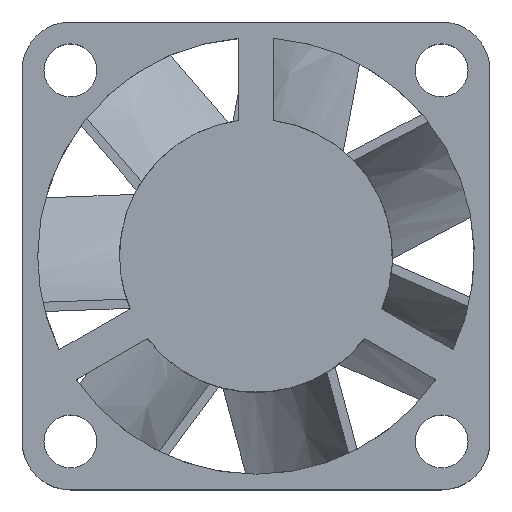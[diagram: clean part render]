
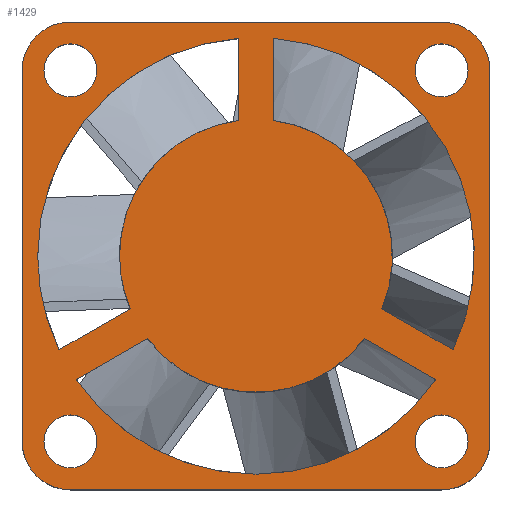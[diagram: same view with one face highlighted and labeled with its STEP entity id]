
A CAD part, top view. The second image highlights one B-rep face of the part: STEP entity #1429.
In plain terms, the highlighted planar face has unit normal (0, 0, 1).
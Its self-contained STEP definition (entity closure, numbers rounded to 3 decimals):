
#15=FACE_BOUND('',#210,.T.);
#16=FACE_BOUND('',#211,.T.);
#17=FACE_BOUND('',#212,.T.);
#18=FACE_BOUND('',#213,.T.);
#19=FACE_BOUND('',#214,.T.);
#20=FACE_BOUND('',#215,.T.);
#21=FACE_BOUND('',#216,.T.);
#69=PLANE('',#1587);
#139=FACE_OUTER_BOUND('',#209,.T.);
#209=EDGE_LOOP('',(#1282,#1283,#1284,#1285,#1286,#1287,#1288,#1289));
#210=EDGE_LOOP('',(#1290,#1291,#1292,#1293,#1294,#1295));
#211=EDGE_LOOP('',(#1296));
#212=EDGE_LOOP('',(#1297,#1298,#1299,#1300));
#213=EDGE_LOOP('',(#1301,#1302,#1303,#1304));
#214=EDGE_LOOP('',(#1305));
#215=EDGE_LOOP('',(#1306));
#216=EDGE_LOOP('',(#1307));
#283=CIRCLE('',#1446,8.75);
#285=CIRCLE('',#1448,8.75);
#287=CIRCLE('',#1450,8.75);
#302=CIRCLE('',#1465,8.75);
#311=CIRCLE('',#1480,14.);
#313=CIRCLE('',#1482,14.);
#315=CIRCLE('',#1484,14.);
#317=CIRCLE('',#1486,14.);
#356=CIRCLE('',#1558,1.7);
#358=CIRCLE('',#1561,1.7);
#360=CIRCLE('',#1564,1.7);
#362=CIRCLE('',#1570,1.7);
#364=CIRCLE('',#1574,3.1);
#366=CIRCLE('',#1578,3.1);
#368=CIRCLE('',#1582,3.1);
#370=CIRCLE('',#1586,3.1);
#421=LINE('',#2942,#497);
#422=LINE('',#2944,#498);
#423=LINE('',#2946,#499);
#424=LINE('',#2948,#500);
#428=LINE('',#2969,#504);
#429=LINE('',#2971,#505);
#433=LINE('',#2985,#509);
#437=LINE('',#2997,#513);
#441=LINE('',#3009,#517);
#445=LINE('',#3021,#521);
#497=VECTOR('',#1857,10.);
#498=VECTOR('',#1860,10.);
#499=VECTOR('',#1863,10.);
#500=VECTOR('',#1866,10.);
#504=VECTOR('',#1892,10.);
#505=VECTOR('',#1895,10.);
#509=VECTOR('',#1907,10.);
#513=VECTOR('',#1919,10.);
#517=VECTOR('',#1931,10.);
#521=VECTOR('',#1943,10.);
#524=VERTEX_POINT('',#1958);
#525=VERTEX_POINT('',#1960);
#528=VERTEX_POINT('',#1966);
#529=VERTEX_POINT('',#1968);
#532=VERTEX_POINT('',#1974);
#533=VERTEX_POINT('',#1976);
#564=VERTEX_POINT('',#2186);
#580=VERTEX_POINT('',#2317);
#581=VERTEX_POINT('',#2319);
#584=VERTEX_POINT('',#2325);
#585=VERTEX_POINT('',#2327);
#588=VERTEX_POINT('',#2333);
#589=VERTEX_POINT('',#2335);
#592=VERTEX_POINT('',#2341);
#640=VERTEX_POINT('',#2952);
#642=VERTEX_POINT('',#2958);
#644=VERTEX_POINT('',#2964);
#646=VERTEX_POINT('',#2975);
#649=VERTEX_POINT('',#2982);
#650=VERTEX_POINT('',#2984);
#652=VERTEX_POINT('',#2990);
#654=VERTEX_POINT('',#2996);
#656=VERTEX_POINT('',#3002);
#658=VERTEX_POINT('',#3008);
#660=VERTEX_POINT('',#3014);
#662=VERTEX_POINT('',#3020);
#664=EDGE_CURVE('',#525,#524,#283,.T.);
#668=EDGE_CURVE('',#529,#528,#285,.T.);
#672=EDGE_CURVE('',#533,#532,#287,.T.);
#704=EDGE_CURVE('',#564,#533,#302,.T.);
#729=EDGE_CURVE('',#581,#580,#311,.T.);
#733=EDGE_CURVE('',#585,#584,#313,.T.);
#737=EDGE_CURVE('',#589,#588,#315,.T.);
#741=EDGE_CURVE('',#580,#592,#317,.T.);
#845=EDGE_CURVE('',#524,#589,#421,.T.);
#846=EDGE_CURVE('',#528,#585,#422,.T.);
#847=EDGE_CURVE('',#592,#564,#423,.T.);
#848=EDGE_CURVE('',#532,#581,#424,.T.);
#851=EDGE_CURVE('',#640,#640,#356,.T.);
#854=EDGE_CURVE('',#642,#642,#358,.T.);
#857=EDGE_CURVE('',#644,#644,#360,.T.);
#858=EDGE_CURVE('',#588,#525,#428,.T.);
#859=EDGE_CURVE('',#584,#529,#429,.T.);
#862=EDGE_CURVE('',#646,#646,#362,.T.);
#865=EDGE_CURVE('',#650,#649,#433,.T.);
#868=EDGE_CURVE('',#652,#650,#364,.T.);
#871=EDGE_CURVE('',#654,#652,#437,.T.);
#874=EDGE_CURVE('',#656,#654,#366,.T.);
#877=EDGE_CURVE('',#658,#656,#441,.T.);
#880=EDGE_CURVE('',#660,#658,#368,.T.);
#883=EDGE_CURVE('',#662,#660,#445,.T.);
#886=EDGE_CURVE('',#649,#662,#370,.T.);
#1282=ORIENTED_EDGE('',*,*,#886,.T.);
#1283=ORIENTED_EDGE('',*,*,#883,.T.);
#1284=ORIENTED_EDGE('',*,*,#880,.T.);
#1285=ORIENTED_EDGE('',*,*,#877,.T.);
#1286=ORIENTED_EDGE('',*,*,#874,.T.);
#1287=ORIENTED_EDGE('',*,*,#871,.T.);
#1288=ORIENTED_EDGE('',*,*,#868,.T.);
#1289=ORIENTED_EDGE('',*,*,#865,.T.);
#1290=ORIENTED_EDGE('',*,*,#704,.T.);
#1291=ORIENTED_EDGE('',*,*,#672,.T.);
#1292=ORIENTED_EDGE('',*,*,#848,.T.);
#1293=ORIENTED_EDGE('',*,*,#729,.T.);
#1294=ORIENTED_EDGE('',*,*,#741,.T.);
#1295=ORIENTED_EDGE('',*,*,#847,.T.);
#1296=ORIENTED_EDGE('',*,*,#862,.T.);
#1297=ORIENTED_EDGE('',*,*,#859,.T.);
#1298=ORIENTED_EDGE('',*,*,#668,.T.);
#1299=ORIENTED_EDGE('',*,*,#846,.T.);
#1300=ORIENTED_EDGE('',*,*,#733,.T.);
#1301=ORIENTED_EDGE('',*,*,#858,.T.);
#1302=ORIENTED_EDGE('',*,*,#664,.T.);
#1303=ORIENTED_EDGE('',*,*,#845,.T.);
#1304=ORIENTED_EDGE('',*,*,#737,.T.);
#1305=ORIENTED_EDGE('',*,*,#857,.T.);
#1306=ORIENTED_EDGE('',*,*,#854,.T.);
#1307=ORIENTED_EDGE('',*,*,#851,.T.);
#1429=ADVANCED_FACE('',(#139,#15,#16,#17,#18,#19,#20,#21),#69,.T.);
#1446=AXIS2_PLACEMENT_3D('',#1961,#1594,#1595);
#1448=AXIS2_PLACEMENT_3D('',#1969,#1600,#1601);
#1450=AXIS2_PLACEMENT_3D('',#1977,#1606,#1607);
#1465=AXIS2_PLACEMENT_3D('',#2187,#1638,#1639);
#1480=AXIS2_PLACEMENT_3D('',#2320,#1675,#1676);
#1482=AXIS2_PLACEMENT_3D('',#2328,#1681,#1682);
#1484=AXIS2_PLACEMENT_3D('',#2336,#1687,#1688);
#1486=AXIS2_PLACEMENT_3D('',#2343,#1693,#1694);
#1558=AXIS2_PLACEMENT_3D('',#2954,#1872,#1873);
#1561=AXIS2_PLACEMENT_3D('',#2960,#1879,#1880);
#1564=AXIS2_PLACEMENT_3D('',#2966,#1886,#1887);
#1570=AXIS2_PLACEMENT_3D('',#2977,#1901,#1902);
#1574=AXIS2_PLACEMENT_3D('',#2991,#1913,#1914);
#1578=AXIS2_PLACEMENT_3D('',#3003,#1925,#1926);
#1582=AXIS2_PLACEMENT_3D('',#3015,#1937,#1938);
#1586=AXIS2_PLACEMENT_3D('',#3025,#1949,#1950);
#1587=AXIS2_PLACEMENT_3D('',#3026,#1951,#1952);
#1594=DIRECTION('center_axis',(0.,0.,1.));
#1595=DIRECTION('ref_axis',(1.,0.,0.));
#1600=DIRECTION('center_axis',(0.,0.,1.));
#1601=DIRECTION('ref_axis',(1.,0.,0.));
#1606=DIRECTION('center_axis',(0.,0.,1.));
#1607=DIRECTION('ref_axis',(1.,0.,0.));
#1638=DIRECTION('center_axis',(0.,0.,1.));
#1639=DIRECTION('ref_axis',(1.,0.,0.));
#1675=DIRECTION('center_axis',(0.,0.,-1.));
#1676=DIRECTION('ref_axis',(1.,0.,0.));
#1681=DIRECTION('center_axis',(0.,0.,-1.));
#1682=DIRECTION('ref_axis',(1.,0.,0.));
#1687=DIRECTION('center_axis',(0.,0.,-1.));
#1688=DIRECTION('ref_axis',(1.,0.,0.));
#1693=DIRECTION('center_axis',(0.,0.,-1.));
#1694=DIRECTION('ref_axis',(1.,0.,0.));
#1857=DIRECTION('',(0.,1.,0.));
#1860=DIRECTION('',(0.866,-0.5,0.));
#1863=DIRECTION('',(0.,-1.,0.));
#1866=DIRECTION('',(-0.866,-0.5,0.));
#1872=DIRECTION('center_axis',(0.,0.,-1.));
#1873=DIRECTION('ref_axis',(1.,0.,0.));
#1879=DIRECTION('center_axis',(0.,0.,-1.));
#1880=DIRECTION('ref_axis',(1.,0.,0.));
#1886=DIRECTION('center_axis',(0.,0.,-1.));
#1887=DIRECTION('ref_axis',(1.,0.,0.));
#1892=DIRECTION('',(-0.866,0.5,0.));
#1895=DIRECTION('',(0.866,0.5,0.));
#1901=DIRECTION('center_axis',(0.,0.,-1.));
#1902=DIRECTION('ref_axis',(1.,0.,0.));
#1907=DIRECTION('',(-1.,0.,0.));
#1913=DIRECTION('center_axis',(0.,0.,1.));
#1914=DIRECTION('ref_axis',(1.,0.,0.));
#1919=DIRECTION('',(0.,1.,0.));
#1925=DIRECTION('center_axis',(0.,0.,1.));
#1926=DIRECTION('ref_axis',(0.,-1.,0.));
#1931=DIRECTION('',(1.,0.,0.));
#1937=DIRECTION('center_axis',(0.,0.,1.));
#1938=DIRECTION('ref_axis',(-1.,0.,0.));
#1943=DIRECTION('',(0.,-1.,0.));
#1949=DIRECTION('center_axis',(0.,0.,1.));
#1950=DIRECTION('ref_axis',(0.,1.,0.));
#1951=DIRECTION('center_axis',(0.,0.,1.));
#1952=DIRECTION('ref_axis',(1.,0.,0.));
#1958=CARTESIAN_POINT('',(1.1,8.681,7.));
#1960=CARTESIAN_POINT('',(8.068,-3.388,7.));
#1961=CARTESIAN_POINT('Origin',(0.,0.,7.));
#1966=CARTESIAN_POINT('',(6.968,-5.293,7.));
#1968=CARTESIAN_POINT('',(-6.968,-5.293,7.));
#1969=CARTESIAN_POINT('Origin',(0.,0.,7.));
#1974=CARTESIAN_POINT('',(-8.068,-3.388,7.));
#1976=CARTESIAN_POINT('',(-8.75,0.,7.));
#1977=CARTESIAN_POINT('Origin',(0.,0.,7.));
#2186=CARTESIAN_POINT('',(-1.1,8.681,7.));
#2187=CARTESIAN_POINT('Origin',(0.,0.,7.));
#2317=CARTESIAN_POINT('',(-14.,0.,7.));
#2319=CARTESIAN_POINT('',(-12.637,-6.026,7.));
#2320=CARTESIAN_POINT('Origin',(0.,0.,7.));
#2325=CARTESIAN_POINT('',(-11.537,-7.931,7.));
#2327=CARTESIAN_POINT('',(11.537,-7.931,7.));
#2328=CARTESIAN_POINT('Origin',(0.,0.,7.));
#2333=CARTESIAN_POINT('',(12.637,-6.026,7.));
#2335=CARTESIAN_POINT('',(1.1,13.957,7.));
#2336=CARTESIAN_POINT('Origin',(0.,0.,7.));
#2341=CARTESIAN_POINT('',(-1.1,13.957,7.));
#2343=CARTESIAN_POINT('Origin',(0.,0.,7.));
#2942=CARTESIAN_POINT('',(1.1,13.957,7.));
#2944=CARTESIAN_POINT('',(11.537,-7.931,7.));
#2946=CARTESIAN_POINT('',(-1.1,8.681,7.));
#2948=CARTESIAN_POINT('',(-12.637,-6.026,7.));
#2952=CARTESIAN_POINT('',(10.2,11.9,7.));
#2954=CARTESIAN_POINT('Origin',(11.9,11.9,7.));
#2958=CARTESIAN_POINT('',(10.2,-11.9,7.));
#2960=CARTESIAN_POINT('Origin',(11.9,-11.9,7.));
#2964=CARTESIAN_POINT('',(-13.6,-11.9,7.));
#2966=CARTESIAN_POINT('Origin',(-11.9,-11.9,7.));
#2969=CARTESIAN_POINT('',(8.068,-3.388,7.));
#2971=CARTESIAN_POINT('',(-6.968,-5.293,7.));
#2975=CARTESIAN_POINT('',(-13.6,11.9,7.));
#2977=CARTESIAN_POINT('Origin',(-11.9,11.9,7.));
#2982=CARTESIAN_POINT('',(-11.9,15.,7.));
#2984=CARTESIAN_POINT('',(11.9,15.,7.));
#2985=CARTESIAN_POINT('',(-11.9,15.,7.));
#2990=CARTESIAN_POINT('',(15.,11.9,7.));
#2991=CARTESIAN_POINT('Origin',(11.9,11.9,7.));
#2996=CARTESIAN_POINT('',(15.,-11.9,7.));
#2997=CARTESIAN_POINT('',(15.,11.9,7.));
#3002=CARTESIAN_POINT('',(11.9,-15.,7.));
#3003=CARTESIAN_POINT('Origin',(11.9,-11.9,7.));
#3008=CARTESIAN_POINT('',(-11.9,-15.,7.));
#3009=CARTESIAN_POINT('',(11.9,-15.,7.));
#3014=CARTESIAN_POINT('',(-15.,-11.9,7.));
#3015=CARTESIAN_POINT('Origin',(-11.9,-11.9,7.));
#3020=CARTESIAN_POINT('',(-15.,11.9,7.));
#3021=CARTESIAN_POINT('',(-15.,-11.9,7.));
#3025=CARTESIAN_POINT('Origin',(-11.9,11.9,7.));
#3026=CARTESIAN_POINT('Origin',(0.,0.,7.));
